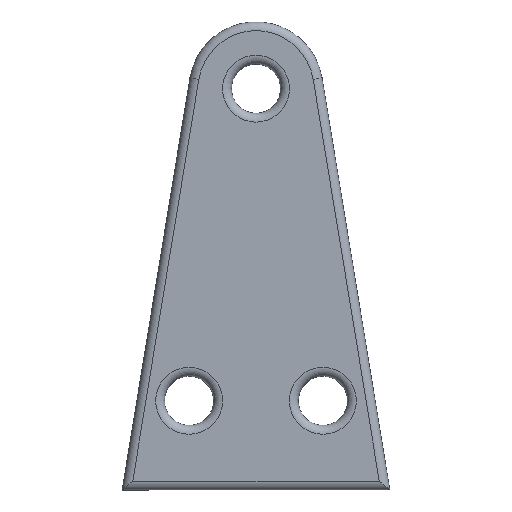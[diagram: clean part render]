
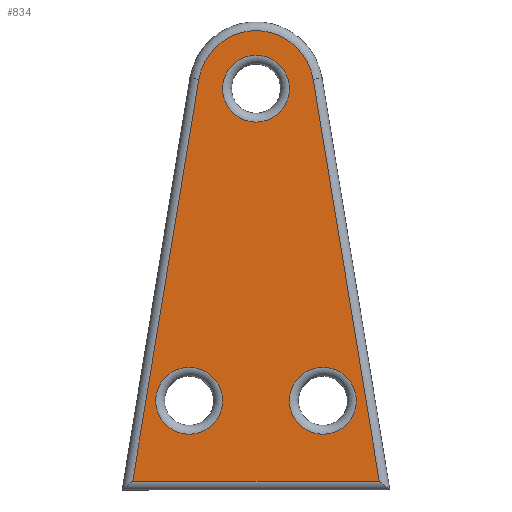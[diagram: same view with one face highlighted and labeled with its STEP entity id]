
A CAD part, left-side view. The second image highlights one B-rep face of the part: STEP entity #834.
In plain terms, the highlighted planar face has unit normal (-1, 0, 0).
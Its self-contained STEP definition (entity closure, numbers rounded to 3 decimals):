
#126 = CYLINDRICAL_SURFACE('',#127,1.);
#127 = AXIS2_PLACEMENT_3D('',#128,#129,#130);
#128 = CARTESIAN_POINT('',(1.,-15.,1.));
#129 = DIRECTION('',(0.,1.,0.));
#130 = DIRECTION('',(0.,0.,-1.));
#212 = CYLINDRICAL_SURFACE('',#213,1.);
#213 = AXIS2_PLACEMENT_3D('',#214,#215,#216);
#214 = CARTESIAN_POINT('',(1.,-6.414,46.055));
#215 = DIRECTION('',(0.,-0.162,-0.987));
#216 = DIRECTION('',(0.,-0.987,0.162));
#331 = VERTEX_POINT('',#332);
#332 = CARTESIAN_POINT('',(0.,-13.822,1.));
#364 = EDGE_CURVE('',#331,#365,#367,.T.);
#365 = VERTEX_POINT('',#366);
#366 = CARTESIAN_POINT('',(0.,13.822,1.));
#367 = SURFACE_CURVE('',#368,(#372,#379),.PCURVE_S1.);
#368 = LINE('',#369,#370);
#369 = CARTESIAN_POINT('',(0.,-15.,1.));
#370 = VECTOR('',#371,1.);
#371 = DIRECTION('',(0.,1.,0.));
#372 = PCURVE('',#126,#373);
#373 = DEFINITIONAL_REPRESENTATION('',(#374),#378);
#374 = LINE('',#375,#376);
#375 = CARTESIAN_POINT('',(1.571,0.));
#376 = VECTOR('',#377,1.);
#377 = DIRECTION('',(0.,1.));
#378 = ( GEOMETRIC_REPRESENTATION_CONTEXT(2) 
PARAMETRIC_REPRESENTATION_CONTEXT() REPRESENTATION_CONTEXT('2D SPACE',''
  ) );
#379 = PCURVE('',#380,#385);
#380 = PLANE('',#381);
#381 = AXIS2_PLACEMENT_3D('',#382,#383,#384);
#382 = CARTESIAN_POINT('',(0.,0.,21.982));
#383 = DIRECTION('',(1.,0.,0.));
#384 = DIRECTION('',(0.,0.,1.));
#385 = DEFINITIONAL_REPRESENTATION('',(#386),#390);
#386 = LINE('',#387,#388);
#387 = CARTESIAN_POINT('',(-20.982,15.));
#388 = VECTOR('',#389,1.);
#389 = DIRECTION('',(0.,-1.));
#390 = ( GEOMETRIC_REPRESENTATION_CONTEXT(2) 
PARAMETRIC_REPRESENTATION_CONTEXT() REPRESENTATION_CONTEXT('2D SPACE',''
  ) );
#412 = CYLINDRICAL_SURFACE('',#413,1.);
#413 = AXIS2_PLACEMENT_3D('',#414,#415,#416);
#414 = CARTESIAN_POINT('',(1.,14.013,-0.162));
#415 = DIRECTION('',(0.,-0.162,0.987));
#416 = DIRECTION('',(0.,0.987,0.162));
#560 = VERTEX_POINT('',#561);
#561 = CARTESIAN_POINT('',(0.,-6.414,46.055));
#576 = TOROIDAL_SURFACE('',#577,6.5,1.);
#577 = AXIS2_PLACEMENT_3D('',#578,#579,#580);
#578 = CARTESIAN_POINT('',(1.,0.,45.));
#579 = DIRECTION('',(-1.,0.,0.));
#580 = DIRECTION('',(0.,0.987,0.162));
#588 = EDGE_CURVE('',#560,#331,#589,.T.);
#589 = SURFACE_CURVE('',#590,(#594,#601),.PCURVE_S1.);
#590 = LINE('',#591,#592);
#591 = CARTESIAN_POINT('',(0.,-6.414,46.055));
#592 = VECTOR('',#593,1.);
#593 = DIRECTION('',(0.,-0.162,-0.987));
#594 = PCURVE('',#212,#595);
#595 = DEFINITIONAL_REPRESENTATION('',(#596),#600);
#596 = LINE('',#597,#598);
#597 = CARTESIAN_POINT('',(1.571,0.));
#598 = VECTOR('',#599,1.);
#599 = DIRECTION('',(0.,1.));
#600 = ( GEOMETRIC_REPRESENTATION_CONTEXT(2) 
PARAMETRIC_REPRESENTATION_CONTEXT() REPRESENTATION_CONTEXT('2D SPACE',''
  ) );
#601 = PCURVE('',#380,#602);
#602 = DEFINITIONAL_REPRESENTATION('',(#603),#607);
#603 = LINE('',#604,#605);
#604 = CARTESIAN_POINT('',(24.073,6.414));
#605 = VECTOR('',#606,1.);
#606 = DIRECTION('',(-0.987,0.162));
#607 = ( GEOMETRIC_REPRESENTATION_CONTEXT(2) 
PARAMETRIC_REPRESENTATION_CONTEXT() REPRESENTATION_CONTEXT('2D SPACE',''
  ) );
#834 = ADVANCED_FACE('',(#835,#884,#915,#946),#380,.F.);
#835 = FACE_BOUND('',#836,.F.);
#836 = EDGE_LOOP('',(#837,#838,#861,#883));
#837 = ORIENTED_EDGE('',*,*,#364,.T.);
#838 = ORIENTED_EDGE('',*,*,#839,.T.);
#839 = EDGE_CURVE('',#365,#840,#842,.T.);
#840 = VERTEX_POINT('',#841);
#841 = CARTESIAN_POINT('',(0.,6.414,46.055));
#842 = SURFACE_CURVE('',#843,(#847,#854),.PCURVE_S1.);
#843 = LINE('',#844,#845);
#844 = CARTESIAN_POINT('',(0.,14.013,-0.162));
#845 = VECTOR('',#846,1.);
#846 = DIRECTION('',(0.,-0.162,0.987));
#847 = PCURVE('',#380,#848);
#848 = DEFINITIONAL_REPRESENTATION('',(#849),#853);
#849 = LINE('',#850,#851);
#850 = CARTESIAN_POINT('',(-22.144,-14.013));
#851 = VECTOR('',#852,1.);
#852 = DIRECTION('',(0.987,0.162));
#853 = ( GEOMETRIC_REPRESENTATION_CONTEXT(2) 
PARAMETRIC_REPRESENTATION_CONTEXT() REPRESENTATION_CONTEXT('2D SPACE',''
  ) );
#854 = PCURVE('',#412,#855);
#855 = DEFINITIONAL_REPRESENTATION('',(#856),#860);
#856 = LINE('',#857,#858);
#857 = CARTESIAN_POINT('',(1.571,0.));
#858 = VECTOR('',#859,1.);
#859 = DIRECTION('',(0.,1.));
#860 = ( GEOMETRIC_REPRESENTATION_CONTEXT(2) 
PARAMETRIC_REPRESENTATION_CONTEXT() REPRESENTATION_CONTEXT('2D SPACE',''
  ) );
#861 = ORIENTED_EDGE('',*,*,#862,.T.);
#862 = EDGE_CURVE('',#840,#560,#863,.T.);
#863 = SURFACE_CURVE('',#864,(#869,#876),.PCURVE_S1.);
#864 = CIRCLE('',#865,6.5);
#865 = AXIS2_PLACEMENT_3D('',#866,#867,#868);
#866 = CARTESIAN_POINT('',(0.,0.,45.));
#867 = DIRECTION('',(1.,0.,0.));
#868 = DIRECTION('',(0.,0.987,0.162));
#869 = PCURVE('',#380,#870);
#870 = DEFINITIONAL_REPRESENTATION('',(#871),#875);
#871 = CIRCLE('',#872,6.5);
#872 = AXIS2_PLACEMENT_2D('',#873,#874);
#873 = CARTESIAN_POINT('',(23.018,0.));
#874 = DIRECTION('',(0.162,-0.987));
#875 = ( GEOMETRIC_REPRESENTATION_CONTEXT(2) 
PARAMETRIC_REPRESENTATION_CONTEXT() REPRESENTATION_CONTEXT('2D SPACE',''
  ) );
#876 = PCURVE('',#576,#877);
#877 = DEFINITIONAL_REPRESENTATION('',(#878),#882);
#878 = LINE('',#879,#880);
#879 = CARTESIAN_POINT('',(-0.,1.571));
#880 = VECTOR('',#881,1.);
#881 = DIRECTION('',(-1.,0.));
#882 = ( GEOMETRIC_REPRESENTATION_CONTEXT(2) 
PARAMETRIC_REPRESENTATION_CONTEXT() REPRESENTATION_CONTEXT('2D SPACE',''
  ) );
#883 = ORIENTED_EDGE('',*,*,#588,.T.);
#884 = FACE_BOUND('',#885,.F.);
#885 = EDGE_LOOP('',(#886));
#886 = ORIENTED_EDGE('',*,*,#887,.F.);
#887 = EDGE_CURVE('',#888,#888,#890,.T.);
#888 = VERTEX_POINT('',#889);
#889 = CARTESIAN_POINT('',(0.,3.75,45.));
#890 = SURFACE_CURVE('',#891,(#896,#903),.PCURVE_S1.);
#891 = CIRCLE('',#892,3.75);
#892 = AXIS2_PLACEMENT_3D('',#893,#894,#895);
#893 = CARTESIAN_POINT('',(0.,0.,45.));
#894 = DIRECTION('',(1.,0.,0.));
#895 = DIRECTION('',(0.,1.,0.));
#896 = PCURVE('',#380,#897);
#897 = DEFINITIONAL_REPRESENTATION('',(#898),#902);
#898 = CIRCLE('',#899,3.75);
#899 = AXIS2_PLACEMENT_2D('',#900,#901);
#900 = CARTESIAN_POINT('',(23.018,0.));
#901 = DIRECTION('',(0.,-1.));
#902 = ( GEOMETRIC_REPRESENTATION_CONTEXT(2) 
PARAMETRIC_REPRESENTATION_CONTEXT() REPRESENTATION_CONTEXT('2D SPACE',''
  ) );
#903 = PCURVE('',#904,#909);
#904 = TOROIDAL_SURFACE('',#905,3.75,1.);
#905 = AXIS2_PLACEMENT_3D('',#906,#907,#908);
#906 = CARTESIAN_POINT('',(1.,0.,45.));
#907 = DIRECTION('',(-1.,0.,0.));
#908 = DIRECTION('',(0.,1.,0.));
#909 = DEFINITIONAL_REPRESENTATION('',(#910),#914);
#910 = LINE('',#911,#912);
#911 = CARTESIAN_POINT('',(-0.,1.571));
#912 = VECTOR('',#913,1.);
#913 = DIRECTION('',(-1.,0.));
#914 = ( GEOMETRIC_REPRESENTATION_CONTEXT(2) 
PARAMETRIC_REPRESENTATION_CONTEXT() REPRESENTATION_CONTEXT('2D SPACE',''
  ) );
#915 = FACE_BOUND('',#916,.F.);
#916 = EDGE_LOOP('',(#917));
#917 = ORIENTED_EDGE('',*,*,#918,.F.);
#918 = EDGE_CURVE('',#919,#919,#921,.T.);
#919 = VERTEX_POINT('',#920);
#920 = CARTESIAN_POINT('',(0.,-3.75,10.));
#921 = SURFACE_CURVE('',#922,(#927,#934),.PCURVE_S1.);
#922 = CIRCLE('',#923,3.75);
#923 = AXIS2_PLACEMENT_3D('',#924,#925,#926);
#924 = CARTESIAN_POINT('',(0.,-7.5,10.));
#925 = DIRECTION('',(1.,0.,0.));
#926 = DIRECTION('',(0.,1.,0.));
#927 = PCURVE('',#380,#928);
#928 = DEFINITIONAL_REPRESENTATION('',(#929),#933);
#929 = CIRCLE('',#930,3.75);
#930 = AXIS2_PLACEMENT_2D('',#931,#932);
#931 = CARTESIAN_POINT('',(-11.982,7.5));
#932 = DIRECTION('',(0.,-1.));
#933 = ( GEOMETRIC_REPRESENTATION_CONTEXT(2) 
PARAMETRIC_REPRESENTATION_CONTEXT() REPRESENTATION_CONTEXT('2D SPACE',''
  ) );
#934 = PCURVE('',#935,#940);
#935 = TOROIDAL_SURFACE('',#936,3.75,1.);
#936 = AXIS2_PLACEMENT_3D('',#937,#938,#939);
#937 = CARTESIAN_POINT('',(1.,-7.5,10.));
#938 = DIRECTION('',(-1.,0.,0.));
#939 = DIRECTION('',(0.,1.,0.));
#940 = DEFINITIONAL_REPRESENTATION('',(#941),#945);
#941 = LINE('',#942,#943);
#942 = CARTESIAN_POINT('',(-0.,1.571));
#943 = VECTOR('',#944,1.);
#944 = DIRECTION('',(-1.,0.));
#945 = ( GEOMETRIC_REPRESENTATION_CONTEXT(2) 
PARAMETRIC_REPRESENTATION_CONTEXT() REPRESENTATION_CONTEXT('2D SPACE',''
  ) );
#946 = FACE_BOUND('',#947,.F.);
#947 = EDGE_LOOP('',(#948));
#948 = ORIENTED_EDGE('',*,*,#949,.F.);
#949 = EDGE_CURVE('',#950,#950,#952,.T.);
#950 = VERTEX_POINT('',#951);
#951 = CARTESIAN_POINT('',(0.,11.25,10.));
#952 = SURFACE_CURVE('',#953,(#958,#965),.PCURVE_S1.);
#953 = CIRCLE('',#954,3.75);
#954 = AXIS2_PLACEMENT_3D('',#955,#956,#957);
#955 = CARTESIAN_POINT('',(0.,7.5,10.));
#956 = DIRECTION('',(1.,0.,0.));
#957 = DIRECTION('',(0.,1.,0.));
#958 = PCURVE('',#380,#959);
#959 = DEFINITIONAL_REPRESENTATION('',(#960),#964);
#960 = CIRCLE('',#961,3.75);
#961 = AXIS2_PLACEMENT_2D('',#962,#963);
#962 = CARTESIAN_POINT('',(-11.982,-7.5));
#963 = DIRECTION('',(0.,-1.));
#964 = ( GEOMETRIC_REPRESENTATION_CONTEXT(2) 
PARAMETRIC_REPRESENTATION_CONTEXT() REPRESENTATION_CONTEXT('2D SPACE',''
  ) );
#965 = PCURVE('',#966,#971);
#966 = TOROIDAL_SURFACE('',#967,3.75,1.);
#967 = AXIS2_PLACEMENT_3D('',#968,#969,#970);
#968 = CARTESIAN_POINT('',(1.,7.5,10.));
#969 = DIRECTION('',(-1.,0.,0.));
#970 = DIRECTION('',(0.,1.,0.));
#971 = DEFINITIONAL_REPRESENTATION('',(#972),#976);
#972 = LINE('',#973,#974);
#973 = CARTESIAN_POINT('',(-0.,1.571));
#974 = VECTOR('',#975,1.);
#975 = DIRECTION('',(-1.,0.));
#976 = ( GEOMETRIC_REPRESENTATION_CONTEXT(2) 
PARAMETRIC_REPRESENTATION_CONTEXT() REPRESENTATION_CONTEXT('2D SPACE',''
  ) );
